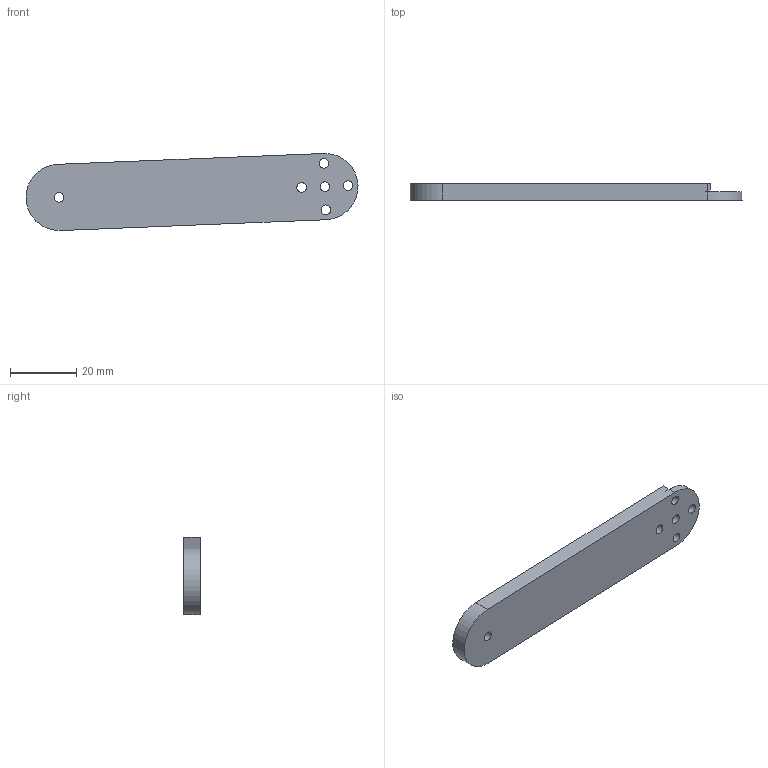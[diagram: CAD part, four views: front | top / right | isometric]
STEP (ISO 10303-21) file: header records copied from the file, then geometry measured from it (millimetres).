
FILE_DESCRIPTION( ('This file contains a STEP AP42 implementation' ,'as created by ZW3D STEP Interface translator.' ,'') ,'2;1' );
FILE_NAME( '嗆儂牷旋80mm.stp' ,'25 1 6.215021', (''), ('ZWCAD Software Co.'), 'Version 1.0', 'ZW3D to STEP translator', '' );
FILE_SCHEMA(('AUTOMOTIVE_DESIGN { 1 0 10303 214 1 1 1 1 }'));
Length unit declared in the file: millimetre
Products named in the file (1): 0
Bounding box: 100.16 x 5 x 23.24 mm (x, y, z)
Volume: 8694.1 mm3; surface area: 5034.8 mm2
Topology: 1 solids, 1 shells, 14 faces, 44 edges, 36 vertices
Faces by surface type: cylinder 9, plane 5
Full cylindrical faces by diameter (mm): 2.9 x6
Entity records: 553 total; most frequent: DIRECTION 100, CARTESIAN_POINT 81, ORIENTED_EDGE 68, AXIS2_PLACEMENT_3D 41, EDGE_CURVE 34, EDGE_LOOP 26, CIRCLE 26, VERTEX_POINT 22
